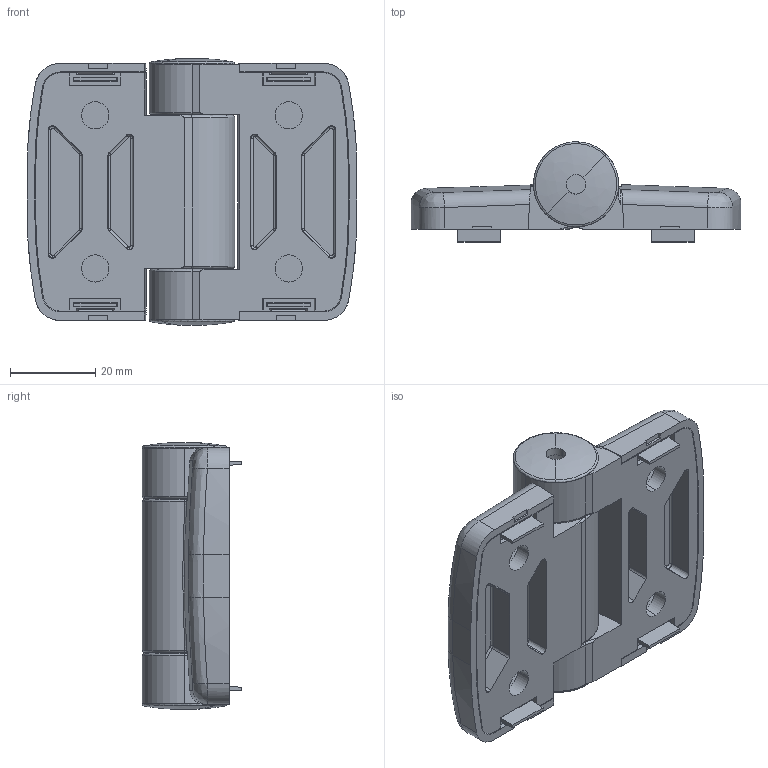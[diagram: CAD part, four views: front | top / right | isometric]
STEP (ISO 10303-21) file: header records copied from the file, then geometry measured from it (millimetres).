
FILE_DESCRIPTION (( 'STEP AP214' ), '1' );
FILE_NAME ('095sf4040a10.STEP', '2014-10-01T09:35:29', ( 'Not-Admin' ), ( 'Hewlett-Packard Company' ), 'SwSTEP 2.0', 'SolidWorks 2014', '' );
FILE_SCHEMA (( 'AUTOMOTIVE_DESIGN' ));
Length unit declared in the file: millimetre
Products named in the file (1): 095sf4040a10
Bounding box: 77.5 x 23.5 x 62.76 mm (x, y, z)
Volume: 42870.9 mm3; surface area: 36592.7 mm2
Topology: 9 solids, 9 shells, 721 faces, 1803 edges, 1108 vertices
Faces by surface type: plane 254, cylinder 208, bspline 191, cone 68
Entity records: 33291 total; most frequent: CARTESIAN_POINT 9065, ORIENTED_EDGE 3576, DIRECTION 3172, EDGE_CURVE 1788, AXIS2_PLACEMENT_3D 1141, VERTEX_POINT 1108, VECTOR 890, LINE 890
